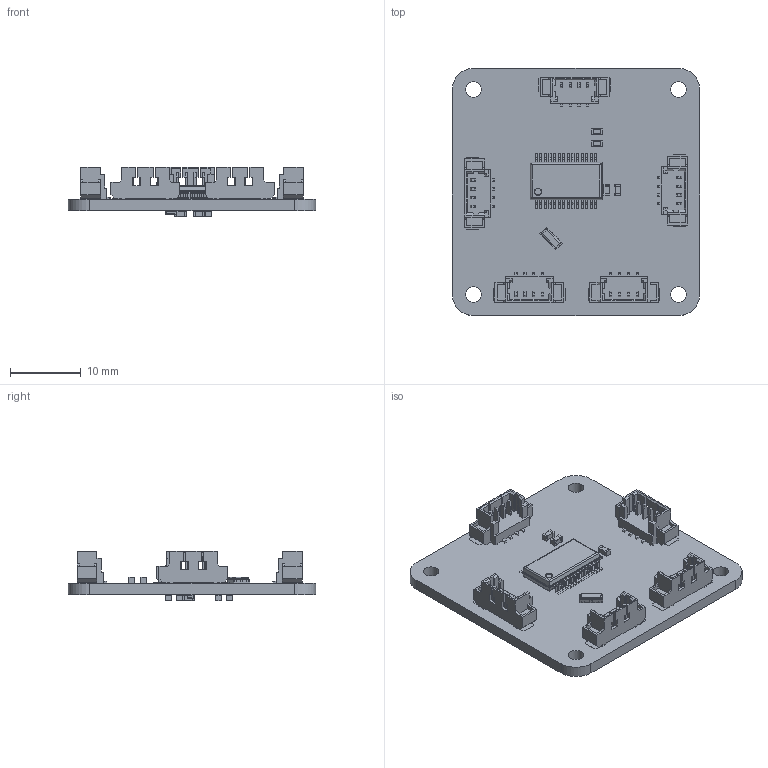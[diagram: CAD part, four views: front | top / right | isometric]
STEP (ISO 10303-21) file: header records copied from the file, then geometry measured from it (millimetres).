
FILE_DESCRIPTION(('KiCad electronic assembly'),'2;1');
FILE_NAME('USB_Hub.step','2023-04-21T14:40:13',('Pcbnew'),('Kicad'), 'Open CASCADE STEP processor 7.6','KiCad to STEP converter','Unknown' );
FILE_SCHEMA(('AUTOMOTIVE_DESIGN { 1 0 10303 214 1 1 1 1 }'));
Length unit declared in the file: millimetre
Products named in the file (14): USB_Hub 1; JST-4P_1.25mm; SOLID; C_0603_1608Metric; Ceramic_Reasonator_12MHz_CSTNE12M0G55A000R0; COMPOUND; R_0603_1608Metric; ssop28; L_0603_1608Metric; USB_Hub PCB
Assembly tree (25 placements, depth 3):
  USB_Hub 1
    JST-4P_1.25mm  x5
      SOLID
    C_0603_1608Metric  x7
      SOLID
    Ceramic_Reasonator_12MHz_CSTNE12M0G55A000R0
      COMPOUND
    R_0603_1608Metric  x3
      SOLID
    ssop28
      COMPOUND
    L_0603_1608Metric
      SOLID
    USB_Hub PCB
Bounding box: 35 x 35 x 7.01 mm (x, y, z)
Volume: 2400 mm3; surface area: 4172.9 mm2
Topology: 39 solids, 39 shells, 1550 faces, 4220 edges, 2781 vertices
Faces by surface type: plane 1240, cylinder 305, sphere 4, torus 1
Full cylindrical faces by diameter (mm): 1.02 x1, 2.2 x4
Entity records: 45543 total; most frequent: CARTESIAN_POINT 9038, DIRECTION 6774, LINE 4519, VECTOR 4519, ORIENTED_EDGE 3496, PCURVE 3496, DEFINITIONAL_REPRESENTATION 3496, EDGE_CURVE 1748
